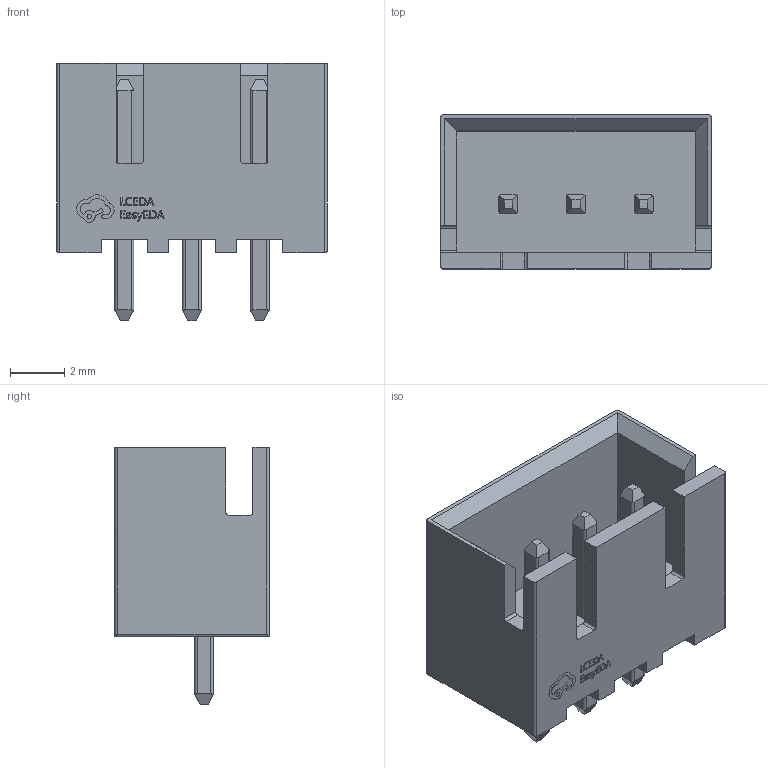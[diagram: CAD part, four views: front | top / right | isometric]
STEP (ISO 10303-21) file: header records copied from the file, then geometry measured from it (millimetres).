
FILE_DESCRIPTION(/* description */ ('Designed by EasyEDA Pro'),/* implementation_level */ '2;1');
FILE_NAME(/* name */ 'XH_2.54_1X3P_LH.step',/* time_stamp */ '2025-04-09T10:18:41+08:00',/* author */ (''),/* organization */ (''),/* preprocessor_version */ 'ST-DEVELOPER v20.1',/* originating_system */ 'Autodesk Translation Framework v14.4.0.0',/* authorisation */ '');
FILE_SCHEMA (('AUTOMOTIVE_DESIGN { 1 0 10303 214 3 1 1 }'));
Length unit declared in the file: millimetre
Products named in the file (3): 33tp-PCBModel; 33tp-Board; 33tp-U1-CONN-TH_XH-3A
Assembly tree (2 placements, depth 2):
  33tp-PCBModel
    33tp-Board
    33tp-U1-CONN-TH_XH-3A
Bounding box: 10 x 5.7 x 9.5 mm (x, y, z)
Volume: 187.5 mm3; surface area: 517.8 mm2
Topology: 1 solids, 1 shells, 355 faces, 978 edges, 650 vertices
Faces by surface type: plane 219, bspline 98, cylinder 38
Entity records: 12149 total; most frequent: CARTESIAN_POINT 3030, ORIENTED_EDGE 1956, DIRECTION 1570, EDGE_CURVE 978, LINE 686, VECTOR 686, VERTEX_POINT 650, AXIS2_PLACEMENT_3D 442
